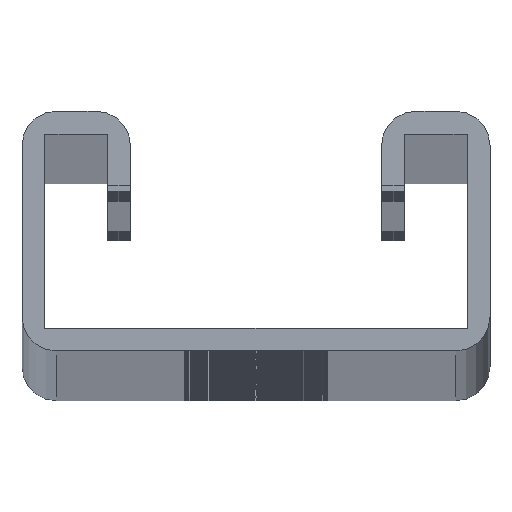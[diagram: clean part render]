
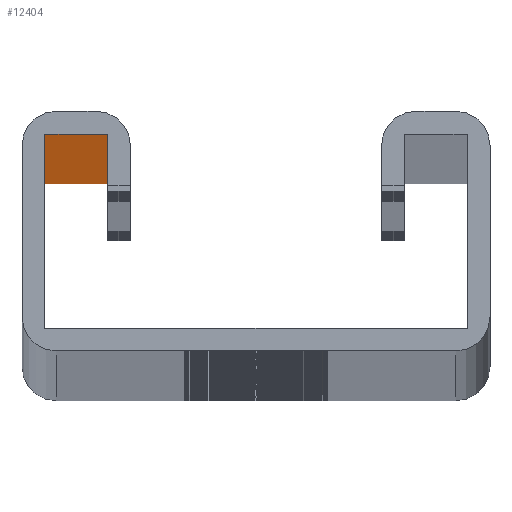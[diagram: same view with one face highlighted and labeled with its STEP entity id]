
A CAD part, top view. The second image highlights one B-rep face of the part: STEP entity #12404.
In plain terms, the highlighted planar face has unit normal (0, -1, 0).
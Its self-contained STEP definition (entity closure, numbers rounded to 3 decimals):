
#392 = VECTOR ( 'NONE', #10981, 1000. ) ;
#1012 = ORIENTED_EDGE ( 'NONE', *, *, #44975, .T. ) ;
#7399 = CARTESIAN_POINT ( 'NONE',  ( -20.5, 19., -1250. ) ) ;
#10981 = DIRECTION ( 'NONE',  ( 1., 0., 0. ) ) ;
#12404 = ADVANCED_FACE ( 'NONE', ( #38495 ), #35407, .T. ) ;
#12709 = EDGE_CURVE ( 'NONE', #25515, #41273, #20888, .T. ) ;
#15193 = VECTOR ( 'NONE', #42109, 1000. ) ;
#16238 = EDGE_CURVE ( 'NONE', #50232, #41273, #34589, .T. ) ;
#16300 = VECTOR ( 'NONE', #22259, 1000. ) ;
#16774 = CARTESIAN_POINT ( 'NONE',  ( -18.5, 19., 0. ) ) ;
#16838 = DIRECTION ( 'NONE',  ( 0., 0., -1. ) ) ;
#17215 = VECTOR ( 'NONE', #33323, 1000. ) ;
#20118 = LINE ( 'NONE', #43280, #392 ) ;
#20888 = LINE ( 'NONE', #23104, #17215 ) ;
#22259 = DIRECTION ( 'NONE',  ( 0., 0., -1. ) ) ;
#23104 = CARTESIAN_POINT ( 'NONE',  ( -20.5, 19., -2500. ) ) ;
#25515 = VERTEX_POINT ( 'NONE', #53064 ) ;
#26591 = DIRECTION ( 'NONE',  ( 0., -1., 0. ) ) ;
#27150 = ORIENTED_EDGE ( 'NONE', *, *, #16238, .F. ) ;
#27681 = VERTEX_POINT ( 'NONE', #16774 ) ;
#31036 = CARTESIAN_POINT ( 'NONE',  ( -13., 19., -1250. ) ) ;
#33323 = DIRECTION ( 'NONE',  ( 1., 0., 0. ) ) ;
#34589 = LINE ( 'NONE', #31036, #16300 ) ;
#35407 = PLANE ( 'NONE',  #49475 ) ;
#38495 = FACE_OUTER_BOUND ( 'NONE', #40638, .T. ) ;
#40638 = EDGE_LOOP ( 'NONE', ( #58669, #1012, #52193, #27150 ) ) ;
#41273 = VERTEX_POINT ( 'NONE', #59427 ) ;
#42109 = DIRECTION ( 'NONE',  ( 0., 0., -1. ) ) ;
#43280 = CARTESIAN_POINT ( 'NONE',  ( 0., 19., 0. ) ) ;
#44975 = EDGE_CURVE ( 'NONE', #27681, #25515, #52440, .T. ) ;
#46189 = CARTESIAN_POINT ( 'NONE',  ( -18.5, 19., -1250. ) ) ;
#49475 = AXIS2_PLACEMENT_3D ( 'NONE', #7399, #26591, #16838 ) ;
#50232 = VERTEX_POINT ( 'NONE', #54689 ) ;
#52193 = ORIENTED_EDGE ( 'NONE', *, *, #12709, .T. ) ;
#52440 = LINE ( 'NONE', #46189, #15193 ) ;
#53064 = CARTESIAN_POINT ( 'NONE',  ( -18.5, 19., -2500. ) ) ;
#53542 = EDGE_CURVE ( 'NONE', #27681, #50232, #20118, .T. ) ;
#54689 = CARTESIAN_POINT ( 'NONE',  ( -13., 19., 0. ) ) ;
#58669 = ORIENTED_EDGE ( 'NONE', *, *, #53542, .F. ) ;
#59427 = CARTESIAN_POINT ( 'NONE',  ( -13., 19., -2500. ) ) ;
